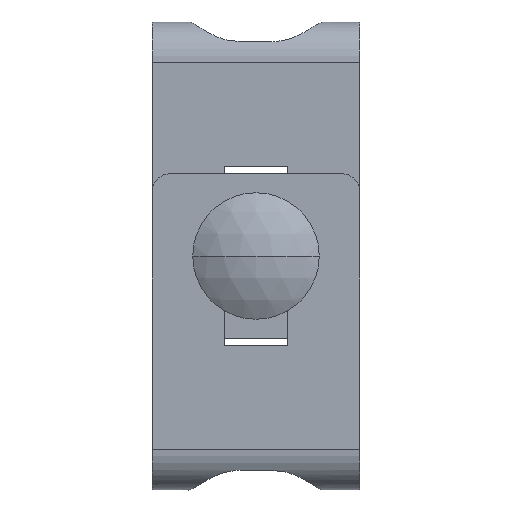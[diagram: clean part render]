
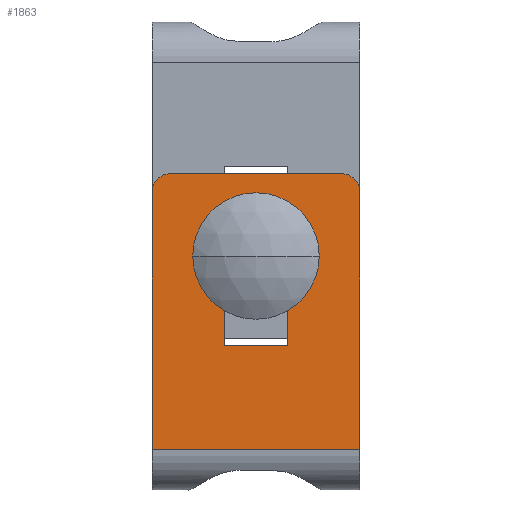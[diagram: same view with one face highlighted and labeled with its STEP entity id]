
A CAD part, front view. The second image highlights one B-rep face of the part: STEP entity #1863.
In plain terms, the highlighted planar face has unit normal (0, -1, 0).
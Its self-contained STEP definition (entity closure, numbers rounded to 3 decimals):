
#3 = CIRCLE ( 'NONE', #1829, 2. ) ;
#19 = EDGE_CURVE ( 'NONE', #1747, #1361, #1438, .T. ) ;
#32 = LINE ( 'NONE', #1365, #938 ) ;
#57 = EDGE_CURVE ( 'NONE', #137, #1747, #912, .T. ) ;
#112 = ORIENTED_EDGE ( 'NONE', *, *, #534, .T. ) ;
#116 = EDGE_CURVE ( 'NONE', #1901, #777, #1745, .T. ) ;
#130 = ORIENTED_EDGE ( 'NONE', *, *, #2069, .T. ) ;
#133 = CARTESIAN_POINT ( 'NONE',  ( -9.5, -1.5, -2. ) ) ;
#137 = VERTEX_POINT ( 'NONE', #195 ) ;
#169 = VECTOR ( 'NONE', #943, 1000. ) ;
#195 = CARTESIAN_POINT ( 'NONE',  ( -11.5, -1.5, -2. ) ) ;
#196 = VECTOR ( 'NONE', #782, 1000. ) ;
#210 = CARTESIAN_POINT ( 'NONE',  ( 9.5, -1.5, 0. ) ) ;
#270 = CARTESIAN_POINT ( 'NONE',  ( 11.5, -1.5, -30.492 ) ) ;
#303 = VECTOR ( 'NONE', #1580, 1000. ) ;
#334 = CARTESIAN_POINT ( 'NONE',  ( -3.5, -1.5, -4. ) ) ;
#339 = EDGE_CURVE ( 'NONE', #1784, #137, #32, .T. ) ;
#366 = CARTESIAN_POINT ( 'NONE',  ( -9.5, -1.5, -30.492 ) ) ;
#375 = CARTESIAN_POINT ( 'NONE',  ( 3.5, -1.5, -4. ) ) ;
#400 = ORIENTED_EDGE ( 'NONE', *, *, #1239, .T. ) ;
#469 = ORIENTED_EDGE ( 'NONE', *, *, #1440, .F. ) ;
#511 = CARTESIAN_POINT ( 'NONE',  ( 3.5, -1.5, -4. ) ) ;
#534 = EDGE_CURVE ( 'NONE', #777, #1194, #757, .T. ) ;
#593 = CARTESIAN_POINT ( 'NONE',  ( -9.5, -1.5, 0. ) ) ;
#595 = CARTESIAN_POINT ( 'NONE',  ( 11.5, -1.5, -2. ) ) ;
#657 = DIRECTION ( 'NONE',  ( 0., 0., -1. ) ) ;
#716 = LINE ( 'NONE', #334, #303 ) ;
#753 = FACE_BOUND ( 'NONE', #1024, .T. ) ;
#756 = CARTESIAN_POINT ( 'NONE',  ( 3.5, -1.5, -19. ) ) ;
#757 = LINE ( 'NONE', #2218, #169 ) ;
#766 = DIRECTION ( 'NONE',  ( 1., 0., 0. ) ) ;
#777 = VERTEX_POINT ( 'NONE', #756 ) ;
#782 = DIRECTION ( 'NONE',  ( 0., 0., -1. ) ) ;
#787 = ORIENTED_EDGE ( 'NONE', *, *, #57, .F. ) ;
#792 = LINE ( 'NONE', #366, #1740 ) ;
#818 = DIRECTION ( 'NONE',  ( 1., 0., 0. ) ) ;
#912 = CIRCLE ( 'NONE', #2164, 2. ) ;
#914 = EDGE_CURVE ( 'NONE', #1467, #1901, #928, .T. ) ;
#928 = LINE ( 'NONE', #1290, #2300 ) ;
#938 = VECTOR ( 'NONE', #1191, 1000. ) ;
#943 = DIRECTION ( 'NONE',  ( -1., 0., 0. ) ) ;
#1008 = CARTESIAN_POINT ( 'NONE',  ( -9.5, -1.5, 0. ) ) ;
#1024 = EDGE_LOOP ( 'NONE', ( #400, #1535, #1872, #112 ) ) ;
#1070 = DIRECTION ( 'NONE',  ( 0., 1., 0. ) ) ;
#1112 = ORIENTED_EDGE ( 'NONE', *, *, #19, .F. ) ;
#1191 = DIRECTION ( 'NONE',  ( 0., 0., 1. ) ) ;
#1194 = VERTEX_POINT ( 'NONE', #1233 ) ;
#1195 = FACE_OUTER_BOUND ( 'NONE', #1894, .T. ) ;
#1220 = DIRECTION ( 'NONE',  ( 0., 1., 0. ) ) ;
#1229 = DIRECTION ( 'NONE',  ( 0., 0., -1. ) ) ;
#1233 = CARTESIAN_POINT ( 'NONE',  ( -3.5, -1.5, -19. ) ) ;
#1239 = EDGE_CURVE ( 'NONE', #1194, #1467, #716, .T. ) ;
#1290 = CARTESIAN_POINT ( 'NONE',  ( -3.5, -1.5, -4. ) ) ;
#1361 = VERTEX_POINT ( 'NONE', #210 ) ;
#1365 = CARTESIAN_POINT ( 'NONE',  ( -11.5, -1.5, -2. ) ) ;
#1381 = CARTESIAN_POINT ( 'NONE',  ( -9.5, -1.5, -2. ) ) ;
#1383 = VECTOR ( 'NONE', #766, 1000. ) ;
#1438 = LINE ( 'NONE', #593, #1383 ) ;
#1440 = EDGE_CURVE ( 'NONE', #1655, #2249, #2054, .T. ) ;
#1464 = AXIS2_PLACEMENT_3D ( 'NONE', #1381, #1739, #657 ) ;
#1467 = VERTEX_POINT ( 'NONE', #1497 ) ;
#1497 = CARTESIAN_POINT ( 'NONE',  ( -3.5, -1.5, -4. ) ) ;
#1535 = ORIENTED_EDGE ( 'NONE', *, *, #914, .T. ) ;
#1557 = PLANE ( 'NONE',  #1464 ) ;
#1580 = DIRECTION ( 'NONE',  ( 0., 0., 1. ) ) ;
#1618 = DIRECTION ( 'NONE',  ( 1., 0., 0. ) ) ;
#1635 = DIRECTION ( 'NONE',  ( 0., 0., -1. ) ) ;
#1655 = VERTEX_POINT ( 'NONE', #1676 ) ;
#1676 = CARTESIAN_POINT ( 'NONE',  ( 11.5, -1.5, -2. ) ) ;
#1739 = DIRECTION ( 'NONE',  ( 0., -1., 0. ) ) ;
#1740 = VECTOR ( 'NONE', #1618, 1000. ) ;
#1745 = LINE ( 'NONE', #375, #2168 ) ;
#1747 = VERTEX_POINT ( 'NONE', #1008 ) ;
#1784 = VERTEX_POINT ( 'NONE', #2074 ) ;
#1829 = AXIS2_PLACEMENT_3D ( 'NONE', #2132, #1070, #2318 ) ;
#1863 = ADVANCED_FACE ( 'NONE', ( #753, #1195 ), #1557, .T. ) ;
#1872 = ORIENTED_EDGE ( 'NONE', *, *, #116, .T. ) ;
#1894 = EDGE_LOOP ( 'NONE', ( #2148, #130, #469, #1978, #1112, #787 ) ) ;
#1901 = VERTEX_POINT ( 'NONE', #511 ) ;
#1963 = EDGE_CURVE ( 'NONE', #1361, #1655, #3, .T. ) ;
#1978 = ORIENTED_EDGE ( 'NONE', *, *, #1963, .F. ) ;
#2054 = LINE ( 'NONE', #595, #196 ) ;
#2069 = EDGE_CURVE ( 'NONE', #1784, #2249, #792, .T. ) ;
#2074 = CARTESIAN_POINT ( 'NONE',  ( -11.5, -1.5, -30.492 ) ) ;
#2132 = CARTESIAN_POINT ( 'NONE',  ( 9.5, -1.5, -2. ) ) ;
#2148 = ORIENTED_EDGE ( 'NONE', *, *, #339, .F. ) ;
#2164 = AXIS2_PLACEMENT_3D ( 'NONE', #133, #1220, #1229 ) ;
#2168 = VECTOR ( 'NONE', #1635, 1000. ) ;
#2218 = CARTESIAN_POINT ( 'NONE',  ( -3.5, -1.5, -19. ) ) ;
#2249 = VERTEX_POINT ( 'NONE', #270 ) ;
#2300 = VECTOR ( 'NONE', #818, 1000. ) ;
#2318 = DIRECTION ( 'NONE',  ( 0., 0., 1. ) ) ;
